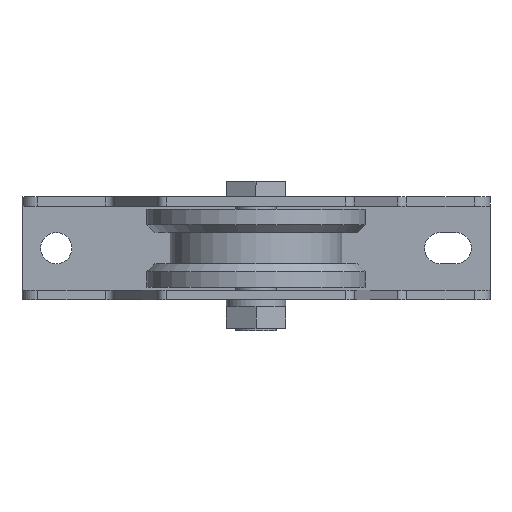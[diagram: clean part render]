
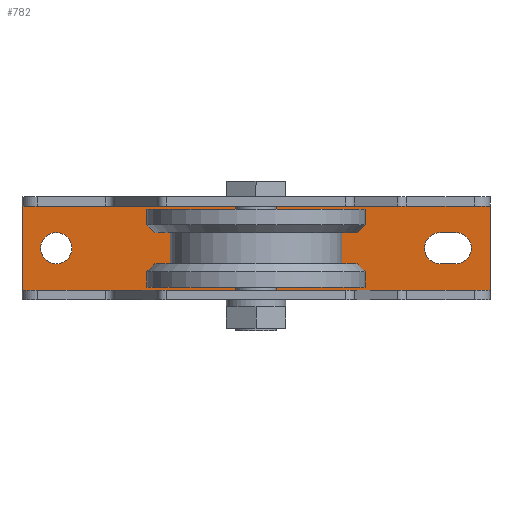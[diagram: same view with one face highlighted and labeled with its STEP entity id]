
A CAD part, front view. The second image highlights one B-rep face of the part: STEP entity #782.
In plain terms, the highlighted planar face has unit normal (0, -1, 0).
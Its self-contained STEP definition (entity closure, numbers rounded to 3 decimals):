
#27 = VERTEX_POINT ( 'NONE', #807 ) ;
#36 = VERTEX_POINT ( 'NONE', #789 ) ;
#45 = EDGE_CURVE ( 'NONE', #27, #36, #835, .T. ) ;
#72 = EDGE_LOOP ( 'NONE', ( #73, #74, #75, #76 ) ) ;
#73 = ORIENTED_EDGE ( 'NONE', *, *, #608, .T. ) ;
#74 = ORIENTED_EDGE ( 'NONE', *, *, #508, .F. ) ;
#75 = ORIENTED_EDGE ( 'NONE', *, *, #604, .F. ) ;
#76 = ORIENTED_EDGE ( 'NONE', *, *, #709, .T. ) ;
#83 = EDGE_CURVE ( 'NONE', #84, #85, #911, .T. ) ;
#84 = VERTEX_POINT ( 'NONE', #907 ) ;
#85 = VERTEX_POINT ( 'NONE', #906 ) ;
#86 = ORIENTED_EDGE ( 'NONE', *, *, #87, .T. ) ;
#87 = EDGE_CURVE ( 'NONE', #85, #88, #905, .T. ) ;
#88 = VERTEX_POINT ( 'NONE', #900 ) ;
#89 = ORIENTED_EDGE ( 'NONE', *, *, #90, .T. ) ;
#90 = EDGE_CURVE ( 'NONE', #88, #91, #899, .T. ) ;
#91 = VERTEX_POINT ( 'NONE', #895 ) ;
#92 = ORIENTED_EDGE ( 'NONE', *, *, #93, .T. ) ;
#93 = EDGE_CURVE ( 'NONE', #91, #84, #894, .T. ) ;
#94 = EDGE_LOOP ( 'NONE', ( #95, #97 ) ) ;
#95 = ORIENTED_EDGE ( 'NONE', *, *, #96, .T. ) ;
#96 = EDGE_CURVE ( 'NONE', #36, #27, #889, .T. ) ;
#97 = ORIENTED_EDGE ( 'NONE', *, *, #45, .T. ) ;
#506 = VERTEX_POINT ( 'NONE', #1541 ) ;
#508 = EDGE_CURVE ( 'NONE', #506, #509, #1540, .T. ) ;
#509 = VERTEX_POINT ( 'NONE', #1536 ) ;
#604 = EDGE_CURVE ( 'NONE', #631, #506, #1693, .T. ) ;
#608 = EDGE_CURVE ( 'NONE', #609, #509, #1749, .T. ) ;
#609 = VERTEX_POINT ( 'NONE', #1745 ) ;
#631 = VERTEX_POINT ( 'NONE', #1761 ) ;
#709 = EDGE_CURVE ( 'NONE', #631, #609, #1880, .T. ) ;
#770 = ORIENTED_EDGE ( 'NONE', *, *, #83, .T. ) ;
#780 = EDGE_LOOP ( 'NONE', ( #770, #86, #89, #92 ) ) ;
#782 = ADVANCED_FACE ( 'NONE', ( #1989, #1988, #1987 ), #1986, .F. ) ;
#789 = CARTESIAN_POINT ( 'NONE',  ( -64., 39.5, 5. ) ) ;
#807 = CARTESIAN_POINT ( 'NONE',  ( -64., 39.5, -5. ) ) ;
#831 = DIRECTION ( 'NONE',  ( 0., 0., 1. ) ) ;
#832 = DIRECTION ( 'NONE',  ( 0., 1., 0. ) ) ;
#833 = CARTESIAN_POINT ( 'NONE',  ( -64., 39.5, 0. ) ) ;
#834 = AXIS2_PLACEMENT_3D ( 'NONE', #833, #832, #831 ) ;
#835 = CIRCLE ( 'NONE', #834, 5. ) ;
#885 = DIRECTION ( 'NONE',  ( 0., 0., 1. ) ) ;
#886 = DIRECTION ( 'NONE',  ( 0., 1., 0. ) ) ;
#887 = CARTESIAN_POINT ( 'NONE',  ( -64., 39.5, 0. ) ) ;
#888 = AXIS2_PLACEMENT_3D ( 'NONE', #887, #886, #885 ) ;
#889 = CIRCLE ( 'NONE', #888, 5. ) ;
#890 = DIRECTION ( 'NONE',  ( 0., 0., 1. ) ) ;
#891 = DIRECTION ( 'NONE',  ( 0., 1., 0. ) ) ;
#892 = CARTESIAN_POINT ( 'NONE',  ( 64., 39.5, 0. ) ) ;
#893 = AXIS2_PLACEMENT_3D ( 'NONE', #892, #891, #890 ) ;
#894 = CIRCLE ( 'NONE', #893, 5. ) ;
#895 = CARTESIAN_POINT ( 'NONE',  ( 64., 39.5, 5. ) ) ;
#896 = DIRECTION ( 'NONE',  ( 1., 0., 0. ) ) ;
#897 = VECTOR ( 'NONE', #896, 1000. ) ;
#898 = CARTESIAN_POINT ( 'NONE',  ( 59., 39.5, 5. ) ) ;
#899 = LINE ( 'NONE', #898, #897 ) ;
#900 = CARTESIAN_POINT ( 'NONE',  ( 59., 39.5, 5. ) ) ;
#901 = DIRECTION ( 'NONE',  ( 0., 0., 1. ) ) ;
#902 = DIRECTION ( 'NONE',  ( 0., 1., 0. ) ) ;
#903 = CARTESIAN_POINT ( 'NONE',  ( 59., 39.5, 0. ) ) ;
#904 = AXIS2_PLACEMENT_3D ( 'NONE', #903, #902, #901 ) ;
#905 = CIRCLE ( 'NONE', #904, 5. ) ;
#906 = CARTESIAN_POINT ( 'NONE',  ( 59., 39.5, -5. ) ) ;
#907 = CARTESIAN_POINT ( 'NONE',  ( 64., 39.5, -5. ) ) ;
#908 = DIRECTION ( 'NONE',  ( -1., 0., 0. ) ) ;
#909 = VECTOR ( 'NONE', #908, 1000. ) ;
#910 = CARTESIAN_POINT ( 'NONE',  ( 59., 39.5, -5. ) ) ;
#911 = LINE ( 'NONE', #910, #909 ) ;
#1536 = CARTESIAN_POINT ( 'NONE',  ( -75., 39.5, -13.5 ) ) ;
#1537 = DIRECTION ( 'NONE',  ( -1., 0., 0. ) ) ;
#1538 = VECTOR ( 'NONE', #1537, 1000. ) ;
#1539 = CARTESIAN_POINT ( 'NONE',  ( 75., 39.5, -13.5 ) ) ;
#1540 = LINE ( 'NONE', #1539, #1538 ) ;
#1541 = CARTESIAN_POINT ( 'NONE',  ( 75., 39.5, -13.5 ) ) ;
#1690 = DIRECTION ( 'NONE',  ( 0., 0., -1. ) ) ;
#1691 = VECTOR ( 'NONE', #1690, 1000. ) ;
#1692 = CARTESIAN_POINT ( 'NONE',  ( 75., 39.5, 13.5 ) ) ;
#1693 = LINE ( 'NONE', #1692, #1691 ) ;
#1745 = CARTESIAN_POINT ( 'NONE',  ( -75., 39.5, 13.5 ) ) ;
#1746 = DIRECTION ( 'NONE',  ( 0., 0., -1. ) ) ;
#1747 = VECTOR ( 'NONE', #1746, 1000. ) ;
#1748 = CARTESIAN_POINT ( 'NONE',  ( -75., 39.5, 13.5 ) ) ;
#1749 = LINE ( 'NONE', #1748, #1747 ) ;
#1761 = CARTESIAN_POINT ( 'NONE',  ( 75., 39.5, 13.5 ) ) ;
#1879 = CARTESIAN_POINT ( 'NONE',  ( 75., 39.5, 13.5 ) ) ;
#1880 = LINE ( 'NONE', #1879, #1942 ) ;
#1941 = DIRECTION ( 'NONE',  ( -1., 0., 0. ) ) ;
#1942 = VECTOR ( 'NONE', #1941, 1000. ) ;
#1982 = DIRECTION ( 'NONE',  ( 0., 0., 1. ) ) ;
#1983 = DIRECTION ( 'NONE',  ( 0., 1., 0. ) ) ;
#1984 = CARTESIAN_POINT ( 'NONE',  ( 75., 39.5, 13.5 ) ) ;
#1985 = AXIS2_PLACEMENT_3D ( 'NONE', #1984, #1983, #1982 ) ;
#1986 = PLANE ( 'NONE',  #1985 ) ;
#1987 = FACE_OUTER_BOUND ( 'NONE', #72, .T. ) ;
#1988 = FACE_BOUND ( 'NONE', #94, .T. ) ;
#1989 = FACE_BOUND ( 'NONE', #780, .T. ) ;
